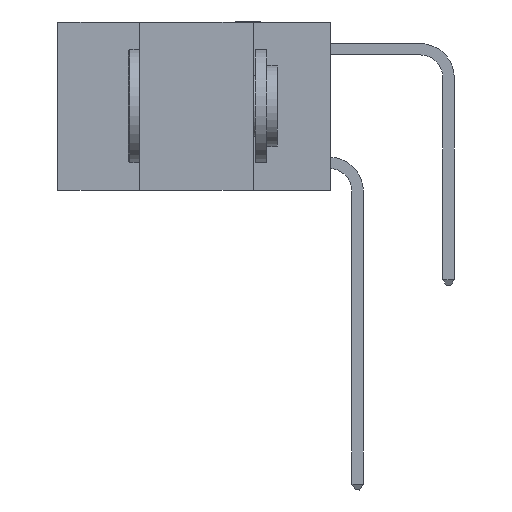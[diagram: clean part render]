
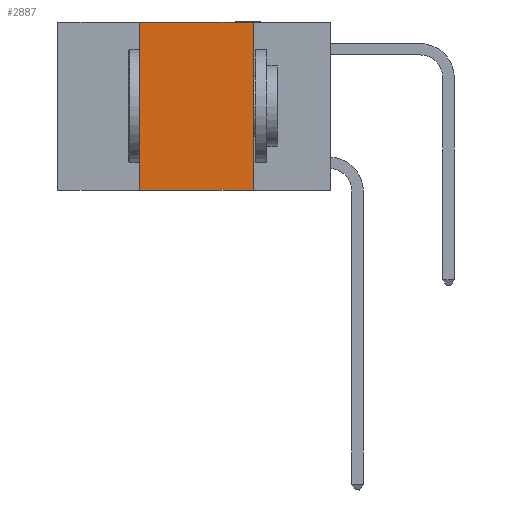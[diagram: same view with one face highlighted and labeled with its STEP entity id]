
A CAD part, left-side view. The second image highlights one B-rep face of the part: STEP entity #2887.
In plain terms, the highlighted planar face has unit normal (-1, 0, 0).
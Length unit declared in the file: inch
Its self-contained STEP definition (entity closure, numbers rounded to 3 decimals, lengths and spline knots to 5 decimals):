
#1162 = VECTOR ( 'NONE', #4681, 39.37008 ) ;
#2887 = ADVANCED_FACE ( 'NONE', ( #22881 ), #14914, .F. ) ;
#4681 = DIRECTION ( 'NONE',  ( 0., 0., 1. ) ) ;
#5420 = VERTEX_POINT ( 'NONE', #23278 ) ;
#5588 = CARTESIAN_POINT ( 'NONE',  ( 0., 0.17, 0. ) ) ;
#6313 = CARTESIAN_POINT ( 'NONE',  ( 0., 0.42, 0. ) ) ;
#6603 = CARTESIAN_POINT ( 'NONE',  ( 0., 0.17, 0. ) ) ;
#6906 = CARTESIAN_POINT ( 'NONE',  ( 0., 0.6, -0.37 ) ) ;
#8977 = EDGE_LOOP ( 'NONE', ( #25838, #12227, #13371, #24657 ) ) ;
#9140 = CARTESIAN_POINT ( 'NONE',  ( 0., 0.42, -0.37 ) ) ;
#9647 = VERTEX_POINT ( 'NONE', #9140 ) ;
#12227 = ORIENTED_EDGE ( 'NONE', *, *, #18351, .F. ) ;
#12730 = DIRECTION ( 'NONE',  ( 0., 0., -1. ) ) ;
#12888 = DIRECTION ( 'NONE',  ( 0., -1., 0. ) ) ;
#13371 = ORIENTED_EDGE ( 'NONE', *, *, #17745, .F. ) ;
#14040 = DIRECTION ( 'NONE',  ( 0., 0., -1. ) ) ;
#14914 = PLANE ( 'NONE',  #17957 ) ;
#15719 = DIRECTION ( 'NONE',  ( 0., -1., 0. ) ) ;
#16807 = LINE ( 'NONE', #5588, #24914 ) ;
#16997 = VERTEX_POINT ( 'NONE', #6603 ) ;
#17410 = CARTESIAN_POINT ( 'NONE',  ( 0., 0.42, 0. ) ) ;
#17745 = EDGE_CURVE ( 'NONE', #9647, #23885, #21422, .T. ) ;
#17922 = LINE ( 'NONE', #24438, #18453 ) ;
#17957 = AXIS2_PLACEMENT_3D ( 'NONE', #21666, #23368, #12730 ) ;
#18351 = EDGE_CURVE ( 'NONE', #23885, #16997, #17922, .T. ) ;
#18453 = VECTOR ( 'NONE', #15719, 39.37008 ) ;
#21422 = LINE ( 'NONE', #17410, #1162 ) ;
#21666 = CARTESIAN_POINT ( 'NONE',  ( 0., 0.6, 0. ) ) ;
#22317 = VECTOR ( 'NONE', #12888, 39.37008 ) ;
#22881 = FACE_OUTER_BOUND ( 'NONE', #8977, .T. ) ;
#23278 = CARTESIAN_POINT ( 'NONE',  ( 0., 0.17, -0.37 ) ) ;
#23368 = DIRECTION ( 'NONE',  ( 1., 0., 0. ) ) ;
#23439 = EDGE_CURVE ( 'NONE', #16997, #5420, #16807, .T. ) ;
#23885 = VERTEX_POINT ( 'NONE', #6313 ) ;
#24438 = CARTESIAN_POINT ( 'NONE',  ( 0., 0.6, 0. ) ) ;
#24657 = ORIENTED_EDGE ( 'NONE', *, *, #24956, .T. ) ;
#24914 = VECTOR ( 'NONE', #14040, 39.37008 ) ;
#24956 = EDGE_CURVE ( 'NONE', #9647, #5420, #25862, .T. ) ;
#25838 = ORIENTED_EDGE ( 'NONE', *, *, #23439, .F. ) ;
#25862 = LINE ( 'NONE', #6906, #22317 ) ;
